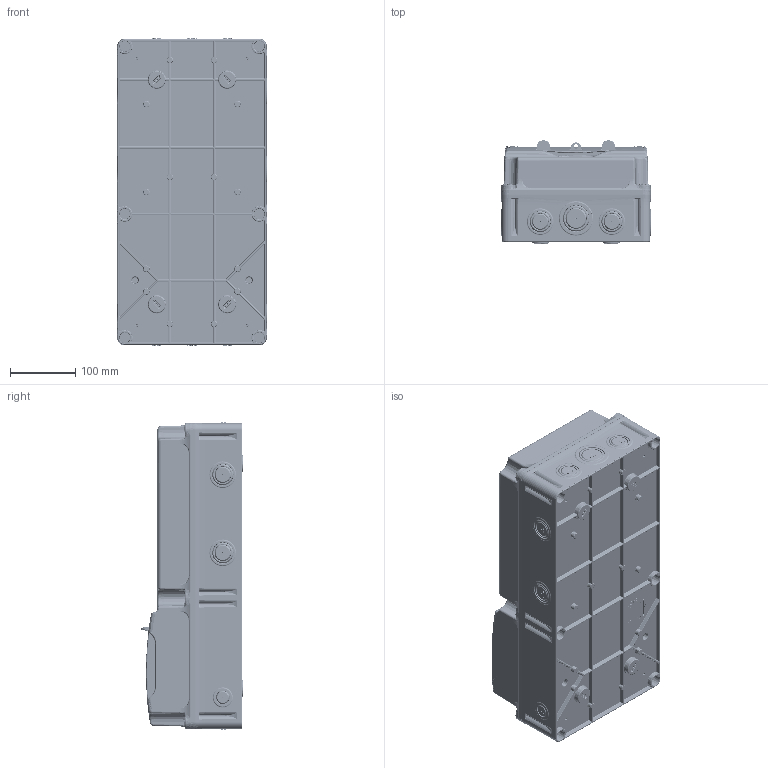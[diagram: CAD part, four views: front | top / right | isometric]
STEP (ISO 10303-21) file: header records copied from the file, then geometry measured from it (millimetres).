
FILE_DESCRIPTION (( 'STEP AP203' ), '1' );
FILE_NAME ('3D 15851004.STEP', '2021-03-15T08:28:17', ( '' ), ( '' ), 'SwSTEP 2.0', 'SolidWorks 2020', '' );
FILE_SCHEMA (( 'CONFIG_CONTROL_DESIGN' ));
Products named in the file (1): 3D 15851004
Bounding box: 230.6 x 158 x 471.6 mm (x, y, z)
Volume: 13150253.1 mm3; surface area: 510456.7 mm2
Topology: 1 solids, 1 shells, 7382 faces, 18077 edges, 10772 vertices
Faces by surface type: bspline 2526, plane 2008, cylinder 1542, torus 595, cone 491, sphere 220
Entity records: 315338 total; most frequent: CARTESIAN_POINT 164487, ORIENTED_EDGE 35598, DIRECTION 25515, EDGE_CURVE 17799, VERTEX_POINT 10772, AXIS2_PLACEMENT_3D 9493, EDGE_LOOP 7775, FACE_OUTER_BOUND 7382
